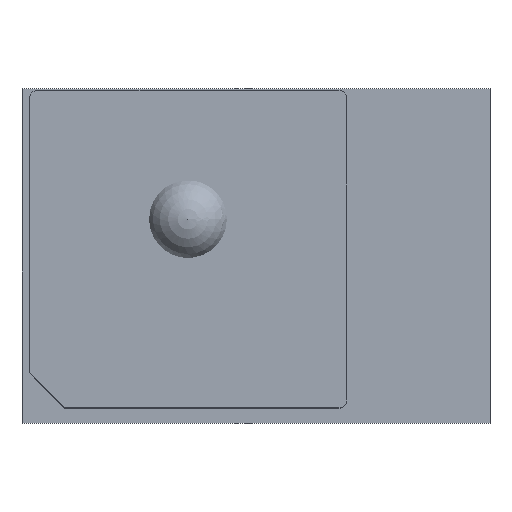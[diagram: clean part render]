
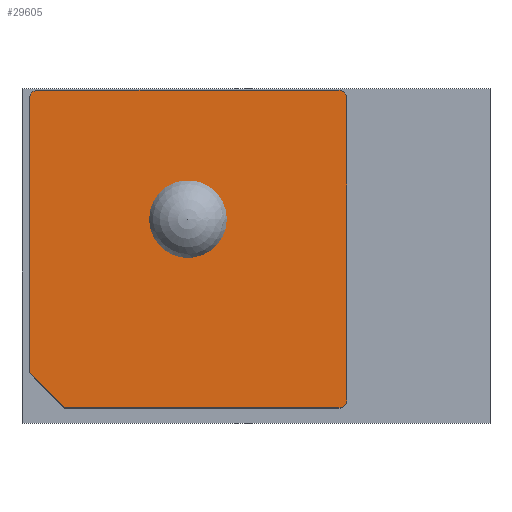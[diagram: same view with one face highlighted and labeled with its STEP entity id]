
A CAD part, top view. The second image highlights one B-rep face of the part: STEP entity #29605.
In plain terms, the highlighted planar face has unit normal (0, 0, 1).
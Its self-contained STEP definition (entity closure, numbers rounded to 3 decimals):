
#28900 = VERTEX_POINT('',#28901);
#28901 = CARTESIAN_POINT('',(-9.5,9.,4.));
#28916 = VERTEX_POINT('',#28917);
#28917 = CARTESIAN_POINT('',(-9.5,9.099,4.));
#28923 = EDGE_CURVE('',#28916,#28900,#28924,.T.);
#28924 = LINE('',#28925,#28926);
#28925 = CARTESIAN_POINT('',(-9.5,9.099,4.));
#28926 = VECTOR('',#28927,1.);
#28927 = DIRECTION('',(0.,-1.,0.));
#28940 = VERTEX_POINT('',#28941);
#28941 = CARTESIAN_POINT('',(-9.424,9.283,4.));
#28947 = EDGE_CURVE('',#28940,#28916,#28948,.T.);
#28948 = LINE('',#28949,#28950);
#28949 = CARTESIAN_POINT('',(-9.424,9.283,4.));
#28950 = VECTOR('',#28951,1.);
#28951 = DIRECTION('',(-0.383,-0.924,0.));
#28971 = VERTEX_POINT('',#28972);
#28972 = CARTESIAN_POINT('',(-9.283,9.424,4.));
#28978 = EDGE_CURVE('',#28971,#28940,#28979,.T.);
#28979 = LINE('',#28980,#28981);
#28980 = CARTESIAN_POINT('',(-9.283,9.424,4.));
#28981 = VECTOR('',#28982,1.);
#28982 = DIRECTION('',(-0.707,-0.707,0.));
#29002 = VERTEX_POINT('',#29003);
#29003 = CARTESIAN_POINT('',(-9.099,9.5,4.));
#29009 = EDGE_CURVE('',#29002,#28971,#29010,.T.);
#29010 = LINE('',#29011,#29012);
#29011 = CARTESIAN_POINT('',(-9.099,9.5,4.));
#29012 = VECTOR('',#29013,1.);
#29013 = DIRECTION('',(-0.924,-0.383,0.));
#29033 = VERTEX_POINT('',#29034);
#29034 = CARTESIAN_POINT('',(-9.,9.5,4.));
#29040 = EDGE_CURVE('',#29033,#29002,#29041,.T.);
#29041 = LINE('',#29042,#29043);
#29042 = CARTESIAN_POINT('',(-9.,9.5,4.));
#29043 = VECTOR('',#29044,1.);
#29044 = DIRECTION('',(-1.,0.,0.));
#29064 = VERTEX_POINT('',#29065);
#29065 = CARTESIAN_POINT('',(9.,9.5,4.));
#29071 = EDGE_CURVE('',#29064,#29033,#29072,.T.);
#29072 = LINE('',#29073,#29074);
#29073 = CARTESIAN_POINT('',(9.,9.5,4.));
#29074 = VECTOR('',#29075,1.);
#29075 = DIRECTION('',(-1.,0.,0.));
#29095 = VERTEX_POINT('',#29096);
#29096 = CARTESIAN_POINT('',(9.,9.5,4.));
#29102 = EDGE_CURVE('',#29095,#29064,#29103,.T.);
#29103 = LINE('',#29104,#29105);
#29104 = CARTESIAN_POINT('',(9.,9.5,4.));
#29105 = VECTOR('',#29106,1.);
#29106 = DIRECTION('',(0.581,0.814,0.));
#29126 = VERTEX_POINT('',#29127);
#29127 = CARTESIAN_POINT('',(9.099,9.5,4.));
#29133 = EDGE_CURVE('',#29126,#29095,#29134,.T.);
#29134 = LINE('',#29135,#29136);
#29135 = CARTESIAN_POINT('',(9.099,9.5,4.));
#29136 = VECTOR('',#29137,1.);
#29137 = DIRECTION('',(-1.,0.,0.));
#29157 = VERTEX_POINT('',#29158);
#29158 = CARTESIAN_POINT('',(9.283,9.424,4.));
#29164 = EDGE_CURVE('',#29157,#29126,#29165,.T.);
#29165 = LINE('',#29166,#29167);
#29166 = CARTESIAN_POINT('',(9.283,9.424,4.));
#29167 = VECTOR('',#29168,1.);
#29168 = DIRECTION('',(-0.924,0.383,0.));
#29188 = VERTEX_POINT('',#29189);
#29189 = CARTESIAN_POINT('',(9.424,9.283,4.));
#29195 = EDGE_CURVE('',#29188,#29157,#29196,.T.);
#29196 = LINE('',#29197,#29198);
#29197 = CARTESIAN_POINT('',(9.424,9.283,4.));
#29198 = VECTOR('',#29199,1.);
#29199 = DIRECTION('',(-0.707,0.707,0.));
#29219 = VERTEX_POINT('',#29220);
#29220 = CARTESIAN_POINT('',(9.5,9.099,4.));
#29226 = EDGE_CURVE('',#29219,#29188,#29227,.T.);
#29227 = LINE('',#29228,#29229);
#29228 = CARTESIAN_POINT('',(9.5,9.099,4.));
#29229 = VECTOR('',#29230,1.);
#29230 = DIRECTION('',(-0.383,0.924,0.));
#29250 = VERTEX_POINT('',#29251);
#29251 = CARTESIAN_POINT('',(9.5,9.,4.));
#29257 = EDGE_CURVE('',#29250,#29219,#29258,.T.);
#29258 = LINE('',#29259,#29260);
#29259 = CARTESIAN_POINT('',(9.5,9.,4.));
#29260 = VECTOR('',#29261,1.);
#29261 = DIRECTION('',(0.,1.,0.));
#29281 = VERTEX_POINT('',#29282);
#29282 = CARTESIAN_POINT('',(9.5,-9.,4.));
#29288 = EDGE_CURVE('',#29281,#29250,#29289,.T.);
#29289 = LINE('',#29290,#29291);
#29290 = CARTESIAN_POINT('',(9.5,-9.,4.));
#29291 = VECTOR('',#29292,1.);
#29292 = DIRECTION('',(0.,1.,0.));
#29312 = VERTEX_POINT('',#29313);
#29313 = CARTESIAN_POINT('',(9.5,-9.,4.));
#29319 = EDGE_CURVE('',#29312,#29281,#29320,.T.);
#29320 = LINE('',#29321,#29322);
#29321 = CARTESIAN_POINT('',(9.5,-9.,4.));
#29322 = VECTOR('',#29323,1.);
#29323 = DIRECTION('',(0.753,0.659,0.));
#29343 = VERTEX_POINT('',#29344);
#29344 = CARTESIAN_POINT('',(9.5,-9.099,4.));
#29350 = EDGE_CURVE('',#29343,#29312,#29351,.T.);
#29351 = LINE('',#29352,#29353);
#29352 = CARTESIAN_POINT('',(9.5,-9.099,4.));
#29353 = VECTOR('',#29354,1.);
#29354 = DIRECTION('',(0.,1.,0.));
#29374 = VERTEX_POINT('',#29375);
#29375 = CARTESIAN_POINT('',(9.424,-9.283,4.));
#29381 = EDGE_CURVE('',#29374,#29343,#29382,.T.);
#29382 = LINE('',#29383,#29384);
#29383 = CARTESIAN_POINT('',(9.424,-9.283,4.));
#29384 = VECTOR('',#29385,1.);
#29385 = DIRECTION('',(0.383,0.924,0.));
#29405 = VERTEX_POINT('',#29406);
#29406 = CARTESIAN_POINT('',(9.283,-9.424,4.));
#29412 = EDGE_CURVE('',#29405,#29374,#29413,.T.);
#29413 = LINE('',#29414,#29415);
#29414 = CARTESIAN_POINT('',(9.283,-9.424,4.));
#29415 = VECTOR('',#29416,1.);
#29416 = DIRECTION('',(0.707,0.707,0.));
#29436 = VERTEX_POINT('',#29437);
#29437 = CARTESIAN_POINT('',(9.099,-9.5,4.));
#29443 = EDGE_CURVE('',#29436,#29405,#29444,.T.);
#29444 = LINE('',#29445,#29446);
#29445 = CARTESIAN_POINT('',(9.099,-9.5,4.));
#29446 = VECTOR('',#29447,1.);
#29447 = DIRECTION('',(0.924,0.383,0.));
#29467 = VERTEX_POINT('',#29468);
#29468 = CARTESIAN_POINT('',(9.,-9.5,4.));
#29474 = EDGE_CURVE('',#29467,#29436,#29475,.T.);
#29475 = LINE('',#29476,#29477);
#29476 = CARTESIAN_POINT('',(9.,-9.5,4.));
#29477 = VECTOR('',#29478,1.);
#29478 = DIRECTION('',(1.,0.,0.));
#29498 = VERTEX_POINT('',#29499);
#29499 = CARTESIAN_POINT('',(-7.4,-9.5,4.));
#29505 = EDGE_CURVE('',#29498,#29467,#29506,.T.);
#29506 = LINE('',#29507,#29508);
#29507 = CARTESIAN_POINT('',(-7.4,-9.5,4.));
#29508 = VECTOR('',#29509,1.);
#29509 = DIRECTION('',(1.,0.,0.));
#29529 = VERTEX_POINT('',#29530);
#29530 = CARTESIAN_POINT('',(-9.5,-7.4,4.));
#29536 = EDGE_CURVE('',#29529,#29498,#29537,.T.);
#29537 = LINE('',#29538,#29539);
#29538 = CARTESIAN_POINT('',(-9.5,-7.4,4.));
#29539 = VECTOR('',#29540,1.);
#29540 = DIRECTION('',(0.707,-0.707,0.));
#29565 = EDGE_CURVE('',#28900,#29529,#29566,.T.);
#29566 = LINE('',#29567,#29568);
#29567 = CARTESIAN_POINT('',(-9.5,9.,4.));
#29568 = VECTOR('',#29569,1.);
#29569 = DIRECTION('',(0.,-1.,0.));
#29605 = ADVANCED_FACE('',(#29606),#29630,.F.);
#29606 = FACE_BOUND('',#29607,.F.);
#29607 = EDGE_LOOP('',(#29608,#29609,#29610,#29611,#29612,#29613,#29614,
    #29615,#29616,#29617,#29618,#29619,#29620,#29621,#29622,#29623,
    #29624,#29625,#29626,#29627,#29628,#29629));
#29608 = ORIENTED_EDGE('',*,*,#28923,.F.);
#29609 = ORIENTED_EDGE('',*,*,#28947,.F.);
#29610 = ORIENTED_EDGE('',*,*,#28978,.F.);
#29611 = ORIENTED_EDGE('',*,*,#29009,.F.);
#29612 = ORIENTED_EDGE('',*,*,#29040,.F.);
#29613 = ORIENTED_EDGE('',*,*,#29071,.F.);
#29614 = ORIENTED_EDGE('',*,*,#29102,.F.);
#29615 = ORIENTED_EDGE('',*,*,#29133,.F.);
#29616 = ORIENTED_EDGE('',*,*,#29164,.F.);
#29617 = ORIENTED_EDGE('',*,*,#29195,.F.);
#29618 = ORIENTED_EDGE('',*,*,#29226,.F.);
#29619 = ORIENTED_EDGE('',*,*,#29257,.F.);
#29620 = ORIENTED_EDGE('',*,*,#29288,.F.);
#29621 = ORIENTED_EDGE('',*,*,#29319,.F.);
#29622 = ORIENTED_EDGE('',*,*,#29350,.F.);
#29623 = ORIENTED_EDGE('',*,*,#29381,.F.);
#29624 = ORIENTED_EDGE('',*,*,#29412,.F.);
#29625 = ORIENTED_EDGE('',*,*,#29443,.F.);
#29626 = ORIENTED_EDGE('',*,*,#29474,.F.);
#29627 = ORIENTED_EDGE('',*,*,#29505,.F.);
#29628 = ORIENTED_EDGE('',*,*,#29536,.F.);
#29629 = ORIENTED_EDGE('',*,*,#29565,.F.);
#29630 = PLANE('',#29631);
#29631 = AXIS2_PLACEMENT_3D('',#29632,#29633,#29634);
#29632 = CARTESIAN_POINT('',(-9.5,9.,4.));
#29633 = DIRECTION('',(0.,0.,-1.));
#29634 = DIRECTION('',(-1.,0.,0.));
